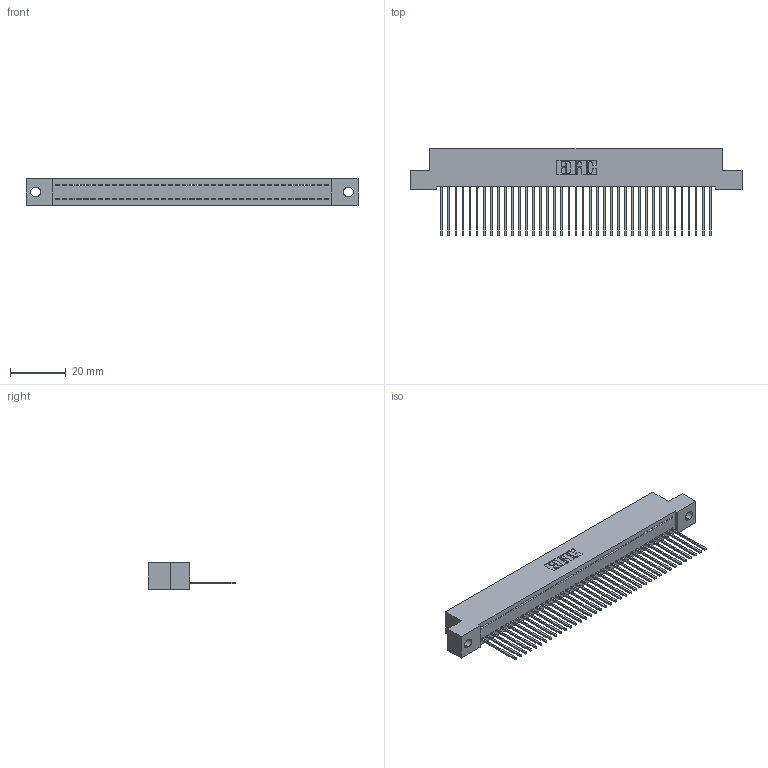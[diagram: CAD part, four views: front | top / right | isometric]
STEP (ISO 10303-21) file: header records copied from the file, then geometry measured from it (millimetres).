
FILE_DESCRIPTION (( 'STEP AP203' ), '1' );
FILE_NAME ('342-039-542-102.STEP', '2019-10-02T15:33:18', ( '' ), ( '' ), 'SwSTEP 2.0', 'SolidWorks 2016', '' );
FILE_SCHEMA (( 'CONFIG_CONTROL_DESIGN' ));
Length unit declared in the file: inch
Products named in the file (3): 342 Part_.128 Slot; 345-292-001_345-293-142; 342-039-542-102
Assembly tree (40 placements, depth 2):
  342-039-542-102
    342 Part_.128 Slot
    345-292-001_345-293-142  x39
Bounding box: 119.38 x 31.63 x 9.4 mm (x, y, z)
Volume: 10490.8 mm3; surface area: 15638.1 mm2
Topology: 40 solids, 40 shells, 2376 faces, 7175 edges, 4730 vertices
Faces by surface type: plane 1708, cylinder 668
Entity records: 24251 total; most frequent: CARTESIAN_POINT 4191, ORIENTED_EDGE 4166, DIRECTION 3541, EDGE_CURVE 2083, VECTOR 1955, LINE 1955, VERTEX_POINT 1386, AXIS2_PLACEMENT_3D 793
